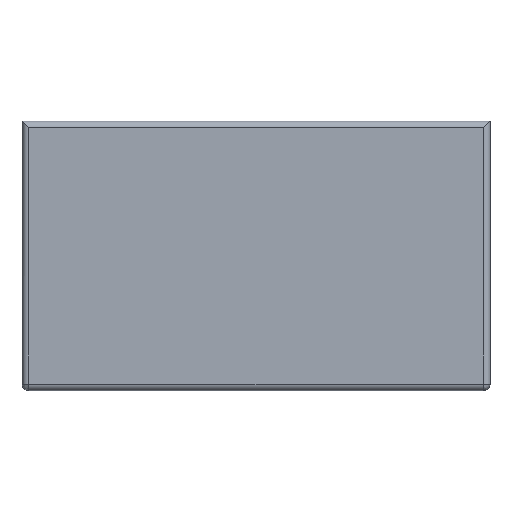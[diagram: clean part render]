
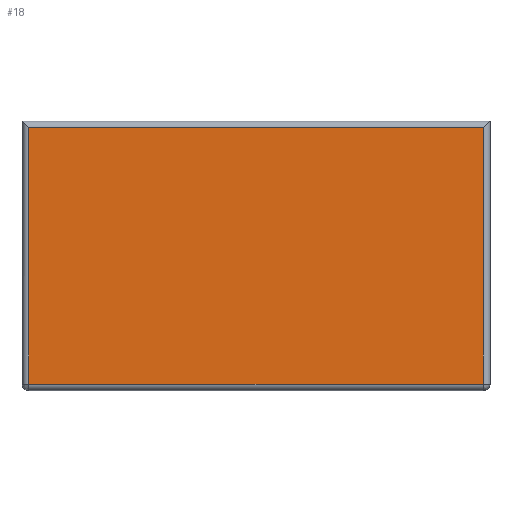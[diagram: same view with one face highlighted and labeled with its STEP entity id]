
A CAD part, top view. The second image highlights one B-rep face of the part: STEP entity #18.
In plain terms, the highlighted planar face has unit normal (0, 0, 1).
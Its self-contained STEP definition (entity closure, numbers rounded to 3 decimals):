
#18=ADVANCED_FACE('',(#38),#276,.T.);
#38=FACE_OUTER_BOUND('',#58,.T.);
#58=EDGE_LOOP('',(#90,#91,#92,#93));
#90=ORIENTED_EDGE('',*,*,#164,.T.);
#91=ORIENTED_EDGE('',*,*,#165,.T.);
#92=ORIENTED_EDGE('',*,*,#166,.T.);
#93=ORIENTED_EDGE('',*,*,#167,.T.);
#164=EDGE_CURVE('',#250,#251,#226,.T.);
#165=EDGE_CURVE('',#251,#252,#227,.T.);
#166=EDGE_CURVE('',#252,#253,#228,.T.);
#167=EDGE_CURVE('',#253,#250,#229,.T.);
#226=B_SPLINE_CURVE_WITH_KNOTS('',1,(#604,#605),.UNSPECIFIED.,.F.,.F.,(2,
2),(0.,138.3),.UNSPECIFIED.);
#227=B_SPLINE_CURVE_WITH_KNOTS('',1,(#606,#607),.UNSPECIFIED.,.F.,.F.,(2,
2),(0.,77.9),.UNSPECIFIED.);
#228=B_SPLINE_CURVE_WITH_KNOTS('',1,(#608,#609),.UNSPECIFIED.,.F.,.F.,(2,
2),(0.,138.3),.UNSPECIFIED.);
#229=B_SPLINE_CURVE_WITH_KNOTS('',1,(#610,#611),.UNSPECIFIED.,.F.,.F.,(2,
2),(0.,77.9),.UNSPECIFIED.);
#250=VERTEX_POINT('',#568);
#251=VERTEX_POINT('',#569);
#252=VERTEX_POINT('',#570);
#253=VERTEX_POINT('',#571);
#276=PLANE('',#370);
#370=AXIS2_PLACEMENT_3D('',#444,#401,$);
#401=DIRECTION('',(0.,0.,1.));
#444=CARTESIAN_POINT('',(2.,79.9,26.9));
#568=CARTESIAN_POINT('',(140.3,79.9,26.9));
#569=CARTESIAN_POINT('',(2.,79.9,26.9));
#570=CARTESIAN_POINT('',(2.,2.,26.9));
#571=CARTESIAN_POINT('',(140.3,2.,26.9));
#604=CARTESIAN_POINT('',(140.3,79.9,26.9));
#605=CARTESIAN_POINT('',(2.,79.9,26.9));
#606=CARTESIAN_POINT('',(2.,79.9,26.9));
#607=CARTESIAN_POINT('',(2.,2.,26.9));
#608=CARTESIAN_POINT('',(2.,2.,26.9));
#609=CARTESIAN_POINT('',(140.3,2.,26.9));
#610=CARTESIAN_POINT('',(140.3,2.,26.9));
#611=CARTESIAN_POINT('',(140.3,79.9,26.9));
